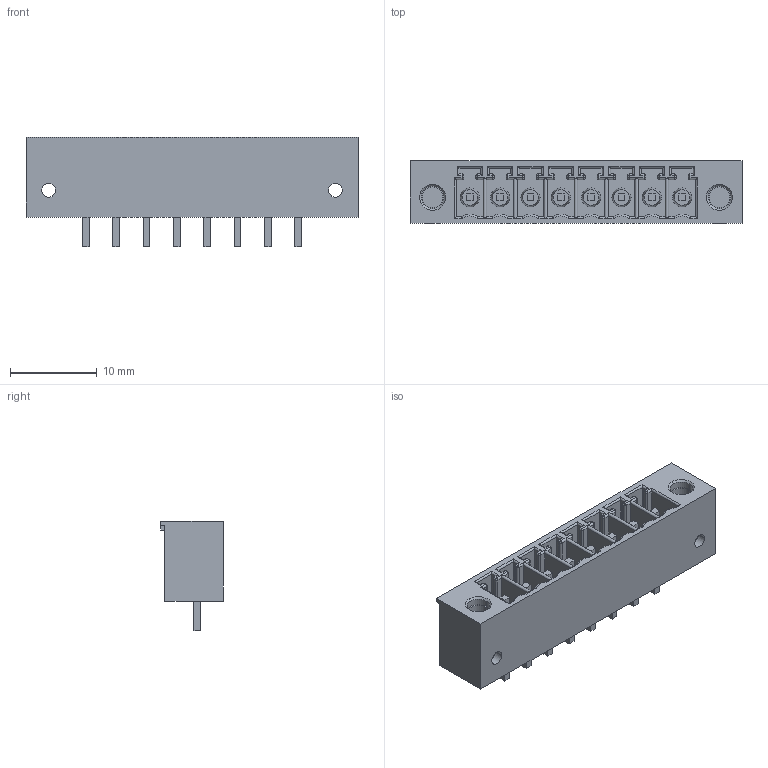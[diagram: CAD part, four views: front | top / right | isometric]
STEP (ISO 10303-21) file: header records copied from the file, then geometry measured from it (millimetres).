
FILE_DESCRIPTION((''),'2;1');
FILE_NAME('TYCO_284516-8.stp','2013-09-11T13:47:19',(''),(''),'Mechanical Desktop 2011','Mechanical Desktop 2011',', , ');
FILE_SCHEMA(('AUTOMOTIVE_DESIGN { 1 2 10303 214 1 1 1 1 }'));
Length unit declared in the file: millimetre
Products named in the file (1): Product
Bounding box: 38.3 x 7.25 x 12.6 mm (x, y, z)
Volume: 1394.7 mm3; surface area: 3060.8 mm2
Topology: 19 solids, 19 shells, 485 faces, 1136 edges, 684 vertices
Faces by surface type: plane 220, cylinder 149, bspline 48, sphere 40, cone 20, torus 8
Entity records: 13930 total; most frequent: CARTESIAN_POINT 2834, DIRECTION 2294, ORIENTED_EDGE 2240, EDGE_CURVE 1120, VECTOR 790, LINE 790, AXIS2_PLACEMENT_3D 752, VERTEX_POINT 684
